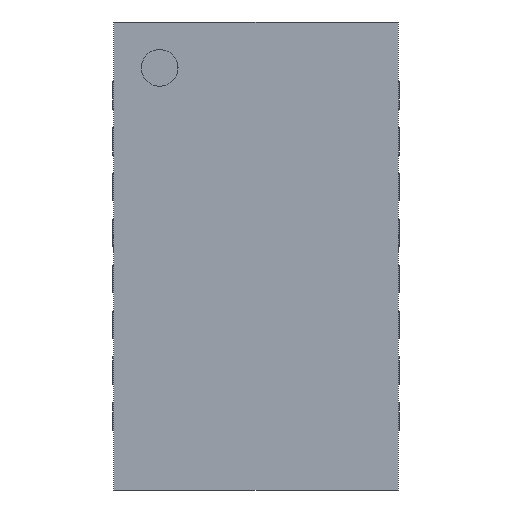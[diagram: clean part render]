
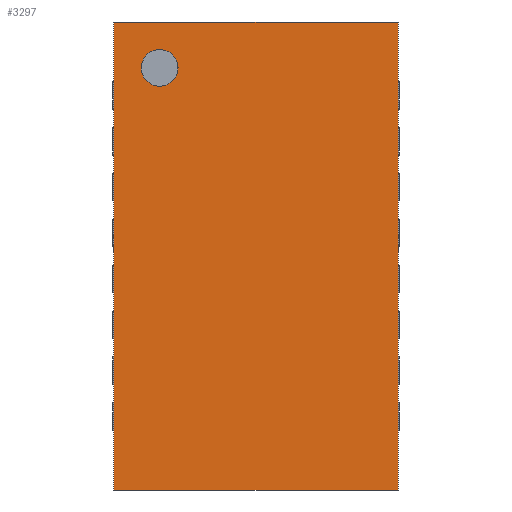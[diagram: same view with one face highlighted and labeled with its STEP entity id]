
A CAD part, front view. The second image highlights one B-rep face of the part: STEP entity #3297.
In plain terms, the highlighted planar face has unit normal (0, -1, 0).
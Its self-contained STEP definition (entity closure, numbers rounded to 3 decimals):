
#51 = DIRECTION ( 'NONE',  ( 0., 0., -1. ) ) ;
#220 = CARTESIAN_POINT ( 'NONE',  ( 1.55, -0.8, -3.05 ) ) ;
#404 = CARTESIAN_POINT ( 'NONE',  ( -1.55, -0.8, -3.05 ) ) ;
#697 = EDGE_CURVE ( 'NONE', #2997, #1708, #2083, .T. ) ;
#935 = AXIS2_PLACEMENT_3D ( 'NONE', #976, #3854, #4730 ) ;
#969 = VECTOR ( 'NONE', #1775, 1000. ) ;
#971 = ORIENTED_EDGE ( 'NONE', *, *, #1410, .T. ) ;
#976 = CARTESIAN_POINT ( 'NONE',  ( -1.05, -0.8, 1.55 ) ) ;
#1057 = ORIENTED_EDGE ( 'NONE', *, *, #3945, .F. ) ;
#1096 = CIRCLE ( 'NONE', #1594, 0.2 ) ;
#1113 = LINE ( 'NONE', #2943, #5673 ) ;
#1114 = ORIENTED_EDGE ( 'NONE', *, *, #5944, .F. ) ;
#1154 = LINE ( 'NONE', #4568, #969 ) ;
#1410 = EDGE_CURVE ( 'NONE', #1708, #2997, #1096, .T. ) ;
#1517 = DIRECTION ( 'NONE',  ( 0., 0., -1. ) ) ;
#1549 = LINE ( 'NONE', #3345, #3245 ) ;
#1594 = AXIS2_PLACEMENT_3D ( 'NONE', #1752, #5345, #2589 ) ;
#1673 = EDGE_LOOP ( 'NONE', ( #1114, #2055, #1057, #2583 ) ) ;
#1708 = VERTEX_POINT ( 'NONE', #3468 ) ;
#1752 = CARTESIAN_POINT ( 'NONE',  ( -1.05, -0.8, 1.55 ) ) ;
#1775 = DIRECTION ( 'NONE',  ( 0., 0., 1. ) ) ;
#1799 = DIRECTION ( 'NONE',  ( 0., -1., 0. ) ) ;
#2053 = DIRECTION ( 'NONE',  ( -1., 0., 0. ) ) ;
#2055 = ORIENTED_EDGE ( 'NONE', *, *, #3844, .F. ) ;
#2083 = CIRCLE ( 'NONE', #935, 0.2 ) ;
#2281 = CARTESIAN_POINT ( 'NONE',  ( -1.55, -0.8, 2.05 ) ) ;
#2411 = VERTEX_POINT ( 'NONE', #404 ) ;
#2510 = VECTOR ( 'NONE', #2053, 1000. ) ;
#2569 = EDGE_CURVE ( 'NONE', #4270, #5262, #1113, .T. ) ;
#2583 = ORIENTED_EDGE ( 'NONE', *, *, #2569, .F. ) ;
#2589 = DIRECTION ( 'NONE',  ( 0., 0., 1. ) ) ;
#2715 = FACE_OUTER_BOUND ( 'NONE', #1673, .T. ) ;
#2943 = CARTESIAN_POINT ( 'NONE',  ( 1.55, -0.8, 2.05 ) ) ;
#2997 = VERTEX_POINT ( 'NONE', #4655 ) ;
#3245 = VECTOR ( 'NONE', #3761, 1000. ) ;
#3280 = CARTESIAN_POINT ( 'NONE',  ( -1.55, -0.8, 2.05 ) ) ;
#3297 = ADVANCED_FACE ( 'NONE', ( #5580, #2715 ), #4183, .T. ) ;
#3345 = CARTESIAN_POINT ( 'NONE',  ( -1.55, -0.8, 2.05 ) ) ;
#3468 = CARTESIAN_POINT ( 'NONE',  ( -1.05, -0.8, 1.75 ) ) ;
#3761 = DIRECTION ( 'NONE',  ( 1., 0., 0. ) ) ;
#3844 = EDGE_CURVE ( 'NONE', #2411, #5804, #1154, .T. ) ;
#3854 = DIRECTION ( 'NONE',  ( 0., 1., 0. ) ) ;
#3945 = EDGE_CURVE ( 'NONE', #5262, #2411, #4365, .T. ) ;
#4183 = PLANE ( 'NONE',  #4910 ) ;
#4270 = VERTEX_POINT ( 'NONE', #5784 ) ;
#4365 = LINE ( 'NONE', #220, #2510 ) ;
#4568 = CARTESIAN_POINT ( 'NONE',  ( -1.55, -0.8, -2.05 ) ) ;
#4655 = CARTESIAN_POINT ( 'NONE',  ( -1.05, -0.8, 1.35 ) ) ;
#4730 = DIRECTION ( 'NONE',  ( 0., 0., 1. ) ) ;
#4910 = AXIS2_PLACEMENT_3D ( 'NONE', #2281, #1799, #51 ) ;
#5113 = EDGE_LOOP ( 'NONE', ( #971, #5922 ) ) ;
#5262 = VERTEX_POINT ( 'NONE', #5742 ) ;
#5345 = DIRECTION ( 'NONE',  ( 0., 1., 0. ) ) ;
#5580 = FACE_BOUND ( 'NONE', #5113, .T. ) ;
#5673 = VECTOR ( 'NONE', #1517, 1000. ) ;
#5742 = CARTESIAN_POINT ( 'NONE',  ( 1.55, -0.8, -3.05 ) ) ;
#5784 = CARTESIAN_POINT ( 'NONE',  ( 1.55, -0.8, 2.05 ) ) ;
#5804 = VERTEX_POINT ( 'NONE', #3280 ) ;
#5922 = ORIENTED_EDGE ( 'NONE', *, *, #697, .T. ) ;
#5944 = EDGE_CURVE ( 'NONE', #5804, #4270, #1549, .T. ) ;
